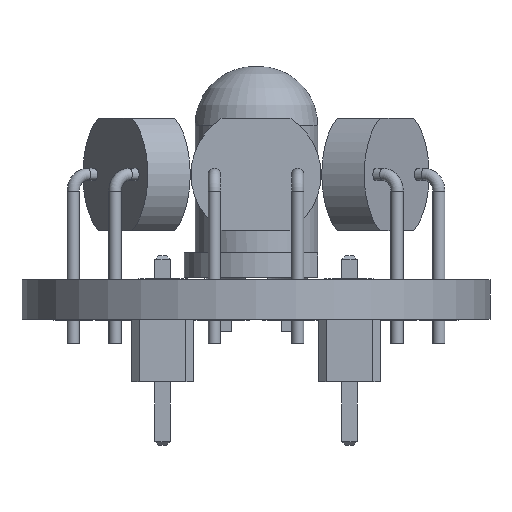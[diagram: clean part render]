
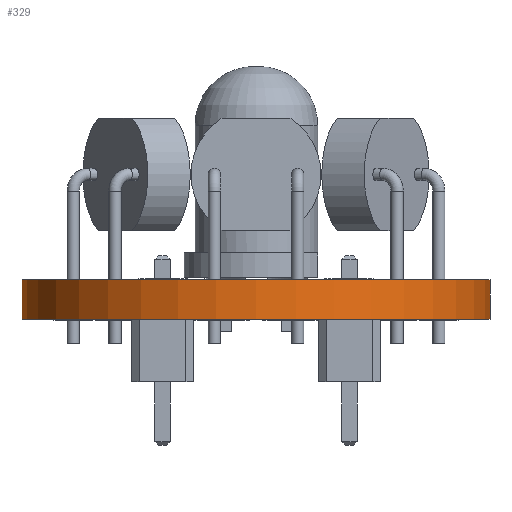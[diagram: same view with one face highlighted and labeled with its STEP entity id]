
A CAD part, front view. The second image highlights one B-rep face of the part: STEP entity #329.
In plain terms, the highlighted cylindrical face has radius 9.546 mm (diameter 19.092 mm), a partial arc.
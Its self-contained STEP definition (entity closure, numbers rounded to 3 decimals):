
#329 = ADVANCED_FACE('',(#330),#366,.T.);
#330 = FACE_BOUND('',#331,.T.);
#331 = EDGE_LOOP('',(#332,#342,#351,#359));
#332 = ORIENTED_EDGE('',*,*,#333,.T.);
#333 = EDGE_CURVE('',#334,#336,#338,.T.);
#334 = VERTEX_POINT('',#335);
#335 = CARTESIAN_POINT('',(-0.635,9.519,4.14));
#336 = VERTEX_POINT('',#337);
#337 = CARTESIAN_POINT('',(-0.635,9.519,2.54));
#338 = LINE('',#339,#340);
#339 = CARTESIAN_POINT('',(-0.635,9.519,4.14));
#340 = VECTOR('',#341,1.);
#341 = DIRECTION('',(0.,0.,-1.));
#342 = ORIENTED_EDGE('',*,*,#343,.T.);
#343 = EDGE_CURVE('',#336,#344,#346,.T.);
#344 = VERTEX_POINT('',#345);
#345 = CARTESIAN_POINT('',(0.635,9.519,2.54));
#346 = CIRCLE('',#347,9.546);
#347 = AXIS2_PLACEMENT_3D('',#348,#349,#350);
#348 = CARTESIAN_POINT('',(0.,-0.006,2.54)
  );
#349 = DIRECTION('',(0.,0.,1.));
#350 = DIRECTION('',(1.,0.,-0.));
#351 = ORIENTED_EDGE('',*,*,#352,.F.);
#352 = EDGE_CURVE('',#353,#344,#355,.T.);
#353 = VERTEX_POINT('',#354);
#354 = CARTESIAN_POINT('',(0.635,9.519,4.14));
#355 = LINE('',#356,#357);
#356 = CARTESIAN_POINT('',(0.635,9.519,4.14));
#357 = VECTOR('',#358,1.);
#358 = DIRECTION('',(0.,0.,-1.));
#359 = ORIENTED_EDGE('',*,*,#360,.F.);
#360 = EDGE_CURVE('',#334,#353,#361,.T.);
#361 = CIRCLE('',#362,9.546);
#362 = AXIS2_PLACEMENT_3D('',#363,#364,#365);
#363 = CARTESIAN_POINT('',(0.,-0.006,4.14)
  );
#364 = DIRECTION('',(0.,0.,1.));
#365 = DIRECTION('',(1.,0.,-0.));
#366 = CYLINDRICAL_SURFACE('',#367,9.546);
#367 = AXIS2_PLACEMENT_3D('',#368,#369,#370);
#368 = CARTESIAN_POINT('',(0.,-0.006,4.14)
  );
#369 = DIRECTION('',(0.,0.,1.));
#370 = DIRECTION('',(1.,0.,-0.));
